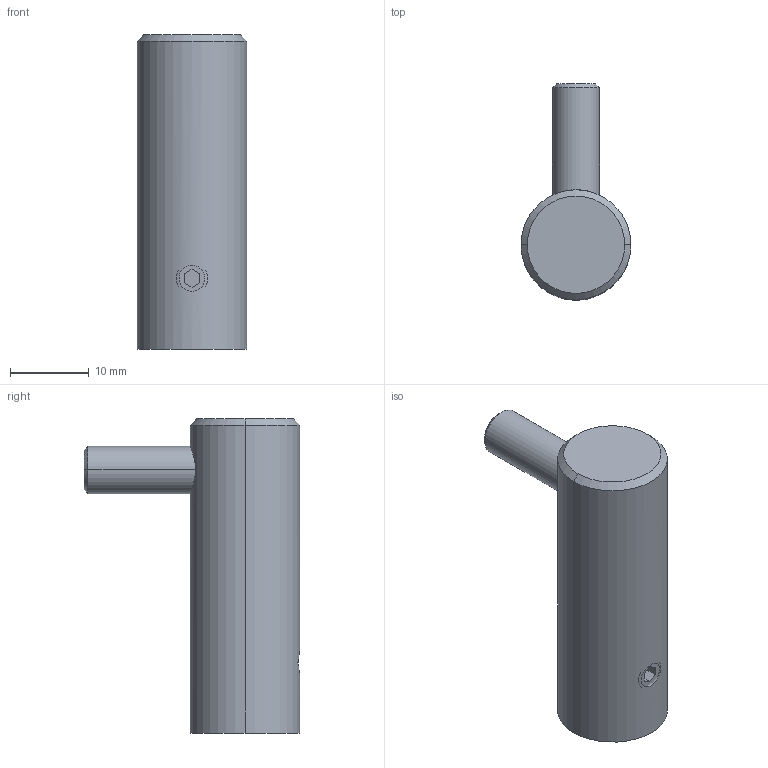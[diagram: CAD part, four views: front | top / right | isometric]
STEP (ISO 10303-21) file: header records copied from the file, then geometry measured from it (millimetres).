
FILE_DESCRIPTION(('Creo Elements/Direct Modeling STEP Export'),'2;1');
FILE_NAME('2453.stp','2022-05-31T11:08:20',(''),(''),'Creo Elements/Direct Modeling STEP processor for AP214 (Solid Model)','Creo Elements/Direct Modeling 20.0 12-Nov-2016 (C) Parametric Technology GmbH','');
FILE_SCHEMA(('AUTOMOTIVE_DESIGN { 1 0 10303 214 1 1 1 1 }'));
Length unit declared in the file: millimetre
Products named in the file (7): Hakenstift; Haken; Haken_komp.1; D914M4X5S1.1; Anschraubteil.1; Haken_gesamt; FE-10580.1
Assembly tree (6 placements, depth 4):
  FE-10580.1
    Haken_gesamt
      Anschraubteil.1
      D914M4X5S1.1
      Haken_komp.1
        Haken
        Hakenstift
Bounding box: 14 x 27.5 x 40 mm (x, y, z)
Volume: 5976.1 mm3; surface area: 3836.7 mm2
Topology: 4 solids, 4 shells, 51 faces, 114 edges, 71 vertices
Faces by surface type: cone 18, cylinder 18, plane 15
Entity records: 2534 total; most frequent: CARTESIAN_POINT 1256, ORIENTED_EDGE 224, DIRECTION 220, EDGE_CURVE 112, AXIS2_PLACEMENT_3D 83, VERTEX_POINT 71, EDGE_LOOP 57, VECTOR 54
